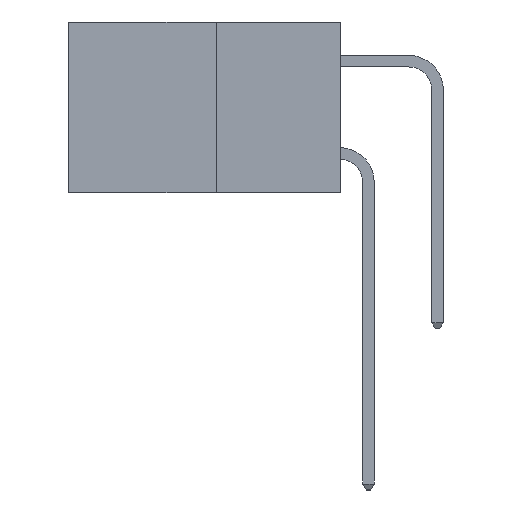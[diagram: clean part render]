
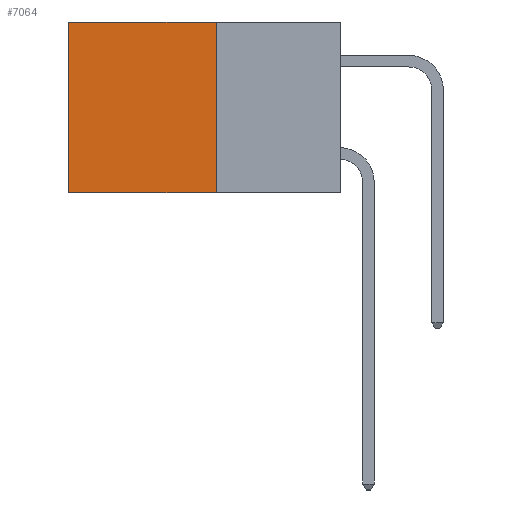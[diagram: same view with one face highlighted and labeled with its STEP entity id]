
A CAD part, left-side view. The second image highlights one B-rep face of the part: STEP entity #7064.
In plain terms, the highlighted planar face has unit normal (-1, 0, 0).
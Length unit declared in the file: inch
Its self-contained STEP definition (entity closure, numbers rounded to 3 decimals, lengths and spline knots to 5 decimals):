
#197 = FACE_OUTER_BOUND ( 'NONE', #14977, .T. ) ;
#1305 = VECTOR ( 'NONE', #8386, 39.37008 ) ;
#1504 = EDGE_CURVE ( 'NONE', #4927, #12989, #2205, .T. ) ;
#2089 = VECTOR ( 'NONE', #2177, 39.37008 ) ;
#2177 = DIRECTION ( 'NONE',  ( 0., 0., -1. ) ) ;
#2205 = LINE ( 'NONE', #15677, #1305 ) ;
#2826 = VERTEX_POINT ( 'NONE', #6435 ) ;
#2897 = VECTOR ( 'NONE', #4330, 39.37008 ) ;
#4330 = DIRECTION ( 'NONE',  ( 0., 1., 0. ) ) ;
#4927 = VERTEX_POINT ( 'NONE', #7443 ) ;
#5121 = CARTESIAN_POINT ( 'NONE',  ( 0.277, 0.59, -0.37 ) ) ;
#6435 = CARTESIAN_POINT ( 'NONE',  ( 0.277, 0.59, -0.37 ) ) ;
#7064 = ADVANCED_FACE ( 'NONE', ( #197 ), #9311, .F. ) ;
#7443 = CARTESIAN_POINT ( 'NONE',  ( 0.277, 0.27, 0. ) ) ;
#7750 = ORIENTED_EDGE ( 'NONE', *, *, #17068, .F. ) ;
#8386 = DIRECTION ( 'NONE',  ( 0., 1., 0. ) ) ;
#9145 = CARTESIAN_POINT ( 'NONE',  ( 0.277, 0.27, -0.37 ) ) ;
#9216 = DIRECTION ( 'NONE',  ( 0., 0., -1. ) ) ;
#9221 = DIRECTION ( 'NONE',  ( 1., 0., 0. ) ) ;
#9236 = CARTESIAN_POINT ( 'NONE',  ( 0.277, 0.27, -0.37 ) ) ;
#9311 = PLANE ( 'NONE',  #10987 ) ;
#9627 = EDGE_CURVE ( 'NONE', #4927, #16913, #13139, .T. ) ;
#10563 = EDGE_CURVE ( 'NONE', #12989, #2826, #14523, .T. ) ;
#10987 = AXIS2_PLACEMENT_3D ( 'NONE', #9236, #9221, #9216 ) ;
#11265 = CARTESIAN_POINT ( 'NONE',  ( 0.277, 0.27, -0.37 ) ) ;
#12302 = ORIENTED_EDGE ( 'NONE', *, *, #9627, .F. ) ;
#12989 = VERTEX_POINT ( 'NONE', #13095 ) ;
#13095 = CARTESIAN_POINT ( 'NONE',  ( 0.277, 0.59, 0. ) ) ;
#13139 = LINE ( 'NONE', #9145, #2089 ) ;
#13785 = CARTESIAN_POINT ( 'NONE',  ( 0.277, 0.27, -0.37 ) ) ;
#13931 = LINE ( 'NONE', #11265, #2897 ) ;
#14145 = VECTOR ( 'NONE', #15942, 39.37008 ) ;
#14187 = ORIENTED_EDGE ( 'NONE', *, *, #10563, .T. ) ;
#14523 = LINE ( 'NONE', #5121, #14145 ) ;
#14977 = EDGE_LOOP ( 'NONE', ( #14187, #7750, #12302, #15729 ) ) ;
#15677 = CARTESIAN_POINT ( 'NONE',  ( 0.277, 0.27, 0. ) ) ;
#15729 = ORIENTED_EDGE ( 'NONE', *, *, #1504, .T. ) ;
#15942 = DIRECTION ( 'NONE',  ( 0., 0., -1. ) ) ;
#16913 = VERTEX_POINT ( 'NONE', #13785 ) ;
#17068 = EDGE_CURVE ( 'NONE', #16913, #2826, #13931, .T. ) ;
